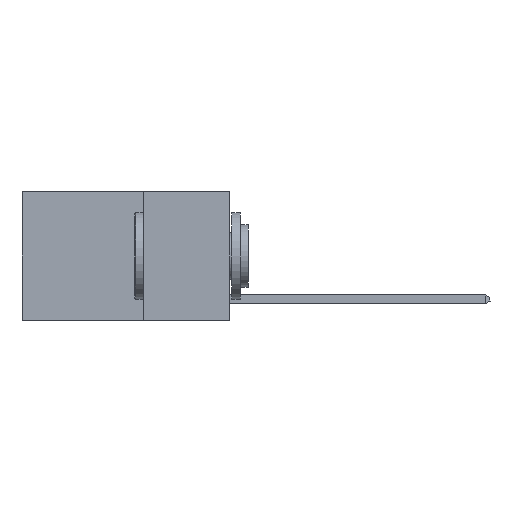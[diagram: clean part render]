
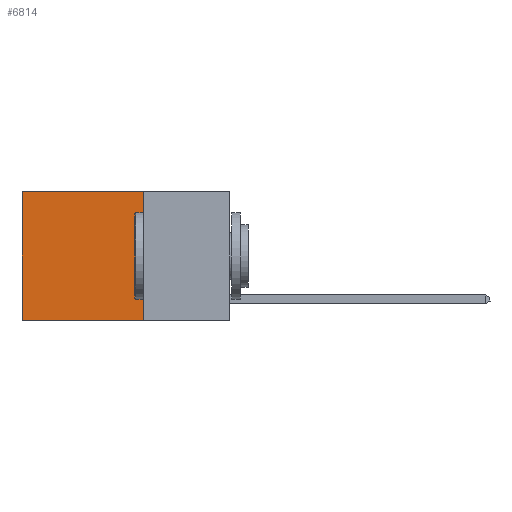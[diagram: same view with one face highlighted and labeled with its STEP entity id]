
A CAD part, left-side view. The second image highlights one B-rep face of the part: STEP entity #6814.
In plain terms, the highlighted planar face has unit normal (-1, 0, 0).
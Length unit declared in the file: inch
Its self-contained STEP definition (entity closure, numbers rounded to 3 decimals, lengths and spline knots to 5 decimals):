
#600 = DIRECTION ( 'NONE',  ( 0., 1., 0. ) ) ;
#974 = ORIENTED_EDGE ( 'NONE', *, *, #5467, .F. ) ;
#1421 = DIRECTION ( 'NONE',  ( 0., 0., -1. ) ) ;
#2151 = EDGE_CURVE ( 'NONE', #4130, #5689, #4321, .T. ) ;
#2729 = LINE ( 'NONE', #15404, #12900 ) ;
#2855 = CARTESIAN_POINT ( 'NONE',  ( 0.2625, 0.25, -0.37 ) ) ;
#3578 = EDGE_CURVE ( 'NONE', #9269, #8501, #14144, .T. ) ;
#3865 = FACE_OUTER_BOUND ( 'NONE', #19834, .T. ) ;
#4130 = VERTEX_POINT ( 'NONE', #13027 ) ;
#4321 = LINE ( 'NONE', #16204, #8931 ) ;
#4561 = CARTESIAN_POINT ( 'NONE',  ( 0.2625, 0.6, 0. ) ) ;
#5467 = EDGE_CURVE ( 'NONE', #5689, #8501, #6218, .T. ) ;
#5493 = DIRECTION ( 'NONE',  ( 1., 0., 0. ) ) ;
#5689 = VERTEX_POINT ( 'NONE', #11725 ) ;
#6130 = AXIS2_PLACEMENT_3D ( 'NONE', #16736, #5493, #20180 ) ;
#6218 = LINE ( 'NONE', #2855, #19694 ) ;
#6814 = ADVANCED_FACE ( 'NONE', ( #3865 ), #7239, .F. ) ;
#7239 = PLANE ( 'NONE',  #6130 ) ;
#7600 = VECTOR ( 'NONE', #10579, 39.37008 ) ;
#7951 = EDGE_CURVE ( 'NONE', #4130, #9269, #2729, .T. ) ;
#8501 = VERTEX_POINT ( 'NONE', #11452 ) ;
#8931 = VECTOR ( 'NONE', #1421, 39.37008 ) ;
#9269 = VERTEX_POINT ( 'NONE', #4561 ) ;
#10443 = ORIENTED_EDGE ( 'NONE', *, *, #3578, .T. ) ;
#10579 = DIRECTION ( 'NONE',  ( 0., 0., -1. ) ) ;
#11452 = CARTESIAN_POINT ( 'NONE',  ( 0.2625, 0.6, -0.37 ) ) ;
#11725 = CARTESIAN_POINT ( 'NONE',  ( 0.2625, 0.25, -0.37 ) ) ;
#12900 = VECTOR ( 'NONE', #600, 39.37008 ) ;
#13027 = CARTESIAN_POINT ( 'NONE',  ( 0.2625, 0.25, 0. ) ) ;
#13136 = DIRECTION ( 'NONE',  ( 0., 1., 0. ) ) ;
#14144 = LINE ( 'NONE', #18774, #7600 ) ;
#15404 = CARTESIAN_POINT ( 'NONE',  ( 0.2625, 0.25, 0. ) ) ;
#16173 = ORIENTED_EDGE ( 'NONE', *, *, #2151, .F. ) ;
#16204 = CARTESIAN_POINT ( 'NONE',  ( 0.2625, 0.25, 0. ) ) ;
#16736 = CARTESIAN_POINT ( 'NONE',  ( 0.2625, 0.25, 0. ) ) ;
#18774 = CARTESIAN_POINT ( 'NONE',  ( 0.2625, 0.6, 0. ) ) ;
#19694 = VECTOR ( 'NONE', #13136, 39.37008 ) ;
#19834 = EDGE_LOOP ( 'NONE', ( #10443, #974, #16173, #19982 ) ) ;
#19982 = ORIENTED_EDGE ( 'NONE', *, *, #7951, .T. ) ;
#20180 = DIRECTION ( 'NONE',  ( 0., 0., -1. ) ) ;
